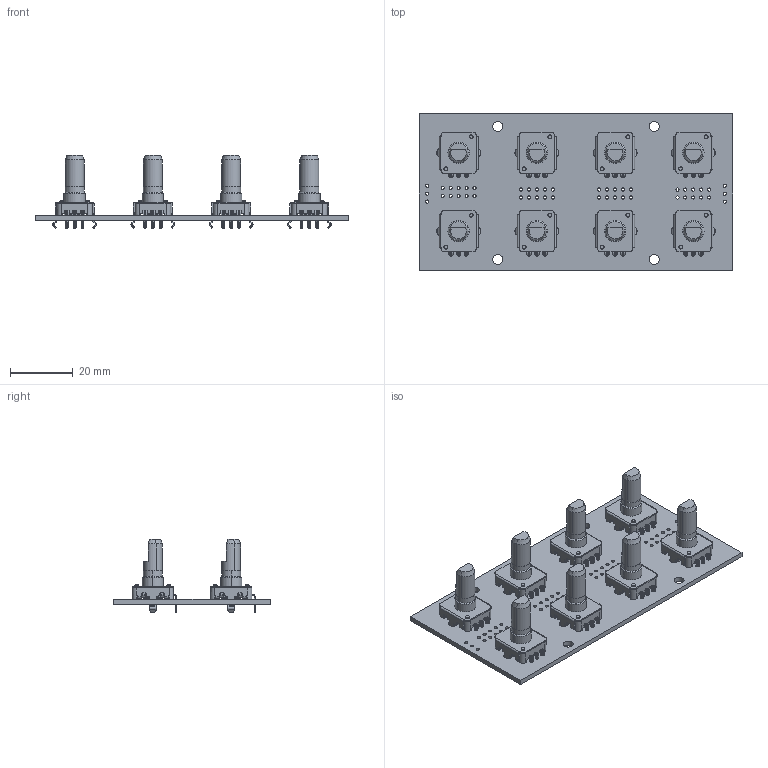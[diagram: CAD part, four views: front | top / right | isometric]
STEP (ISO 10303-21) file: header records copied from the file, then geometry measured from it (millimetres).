
FILE_DESCRIPTION(('KiCad electronic assembly'),'2;1');
FILE_NAME('ENC.step','2023-02-17T00:33:53',('Pcbnew'),('Kicad'), 'Open CASCADE STEP processor 7.6','KiCad to STEP converter','Unknown' );
FILE_SCHEMA(('AUTOMOTIVE_DESIGN { 1 0 10303 214 1 1 1 1 }'));
Length unit declared in the file: millimetre
Products named in the file (4): ENC 1; ec12e24204a8; SOLID; Encoders PCB
Assembly tree (10 placements, depth 3):
  ENC 1
    ec12e24204a8  x8
      SOLID
    Encoders PCB
Bounding box: 100 x 50 x 23.5 mm (x, y, z)
Volume: 13944 mm3; surface area: 19908.2 mm2
Topology: 9 solids, 9 shells, 3904 faces, 9962 edges, 6100 vertices
Faces by surface type: plane 2470, cylinder 1130, torus 152, cone 152
Full cylindrical faces by diameter (mm): 1 x70, 2.9 x16, 3.2 x4
Entity records: 43409 total; most frequent: CARTESIAN_POINT 10038, DIRECTION 5653, LINE 3487, VECTOR 3487, ORIENTED_EDGE 2984, PCURVE 2984, DEFINITIONAL_REPRESENTATION 2984, EDGE_CURVE 1492
